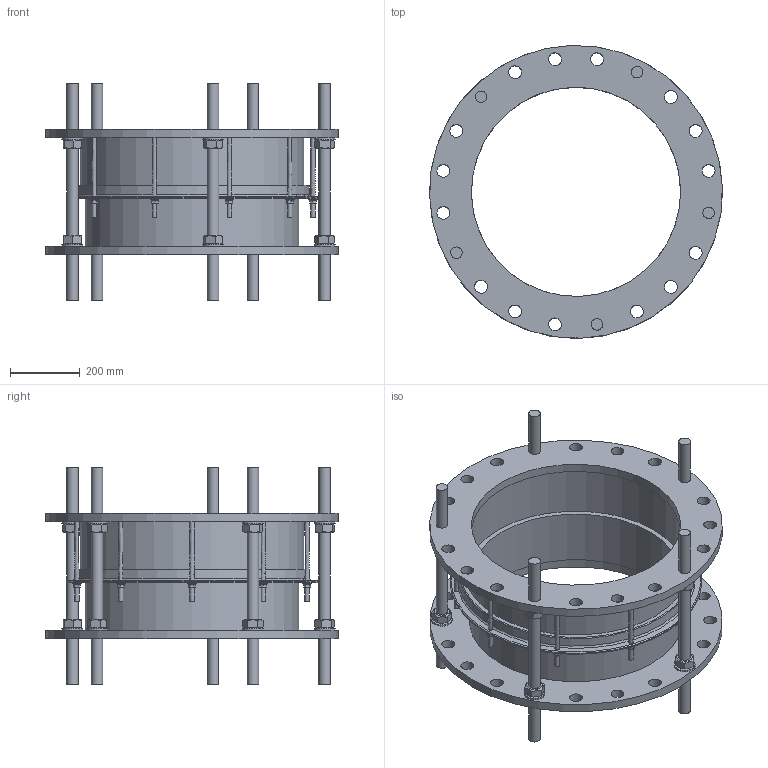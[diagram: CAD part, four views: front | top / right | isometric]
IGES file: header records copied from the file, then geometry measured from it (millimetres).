
Start section: SolidWorks IGES file using analytic representation for surfaces
Global section: file name: O_265_30_DN600_iges.IGS; native system: SolidWorks 2012; preprocessor: SolidWorks 2012; author: anwu; date: 150605.093758; units: millimetre
Bounding box: 840 x 840 x 625 mm (x, y, z)
Surface area: 3144972.1 mm2 (no closed solid volume)
Topology: 0 solids, 0 shells, 327 faces, 2204 edges, 2399 vertices
Faces by surface type: bspline 188, revolution 139
